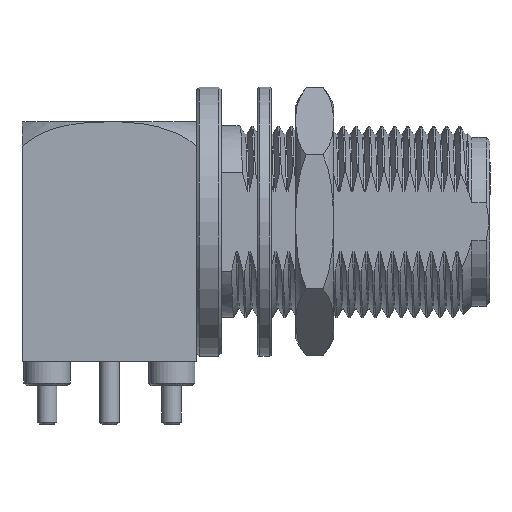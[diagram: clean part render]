
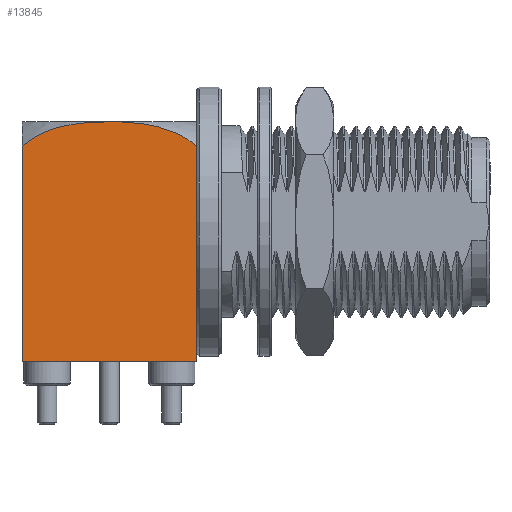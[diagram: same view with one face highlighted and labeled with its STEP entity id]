
A CAD part, left-side view. The second image highlights one B-rep face of the part: STEP entity #13845.
In plain terms, the highlighted planar face has unit normal (-1, 0, 0).
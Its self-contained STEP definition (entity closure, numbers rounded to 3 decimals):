
#1311=LINE('',#19858,#2234);
#1312=LINE('',#19860,#2235);
#1313=LINE('',#19862,#2236);
#2234=VECTOR('',#16174,1000.);
#2235=VECTOR('',#16175,1000.);
#2236=VECTOR('',#16176,1000.);
#3157=ORIENTED_EDGE('',*,*,#7415,.F.);
#3158=ORIENTED_EDGE('',*,*,#7416,.T.);
#3159=ORIENTED_EDGE('',*,*,#7417,.F.);
#3160=ORIENTED_EDGE('',*,*,#7418,.F.);
#7415=EDGE_CURVE('',#9544,#9545,#10984,.T.);
#7416=EDGE_CURVE('',#9544,#9546,#1311,.T.);
#7417=EDGE_CURVE('',#9547,#9546,#1312,.T.);
#7418=EDGE_CURVE('',#9545,#9547,#1313,.T.);
#9544=VERTEX_POINT('',#19856);
#9545=VERTEX_POINT('',#19857);
#9546=VERTEX_POINT('',#19859);
#9547=VERTEX_POINT('',#19861);
#10984=B_SPLINE_CURVE_WITH_KNOTS('',3,(#19847,#19848,#19849,#19850,#19851,
#19852,#19853,#19854,#19855),.UNSPECIFIED.,.F.,.F.,(4,1,1,1,1,1,4),(0.04,
0.041,0.043,0.047,0.051,
0.053,0.055),.UNSPECIFIED.);
#11462=EDGE_LOOP('',(#3157,#3158,#3159,#3160));
#12475=FACE_BOUND('',#11462,.T.);
#13490=PLANE('',#14795);
#13845=ADVANCED_FACE('',(#12475),#13490,.F.);
#14795=AXIS2_PLACEMENT_3D('',#19846,#16172,#16173);
#16172=DIRECTION('',(1.,0.,0.));
#16173=DIRECTION('',(0.,0.,-1.));
#16174=DIRECTION('',(0.,0.,-1.));
#16175=DIRECTION('',(0.,1.,0.));
#16176=DIRECTION('',(0.,0.,-1.));
#19846=CARTESIAN_POINT('',(-7.15,-7.15,8.2));
#19847=CARTESIAN_POINT('',(-7.15,7.15,6.2));
#19848=CARTESIAN_POINT('',(-7.15,6.675,6.619));
#19849=CARTESIAN_POINT('',(-7.15,5.587,7.304));
#19850=CARTESIAN_POINT('',(-7.15,3.174,8.075));
#19851=CARTESIAN_POINT('',(-7.15,-0.01,8.278));
#19852=CARTESIAN_POINT('',(-7.15,-3.16,8.078));
#19853=CARTESIAN_POINT('',(-7.15,-5.592,7.303));
#19854=CARTESIAN_POINT('',(-7.15,-6.679,6.616));
#19855=CARTESIAN_POINT('',(-7.15,-7.15,6.2));
#19856=CARTESIAN_POINT('',(-7.15,7.15,6.2));
#19857=CARTESIAN_POINT('',(-7.15,-7.15,6.2));
#19858=CARTESIAN_POINT('',(-7.15,7.15,8.2));
#19859=CARTESIAN_POINT('',(-7.15,7.15,-11.4));
#19860=CARTESIAN_POINT('',(-7.15,-7.15,-11.4));
#19861=CARTESIAN_POINT('',(-7.15,-7.15,-11.4));
#19862=CARTESIAN_POINT('',(-7.15,-7.15,8.2));
